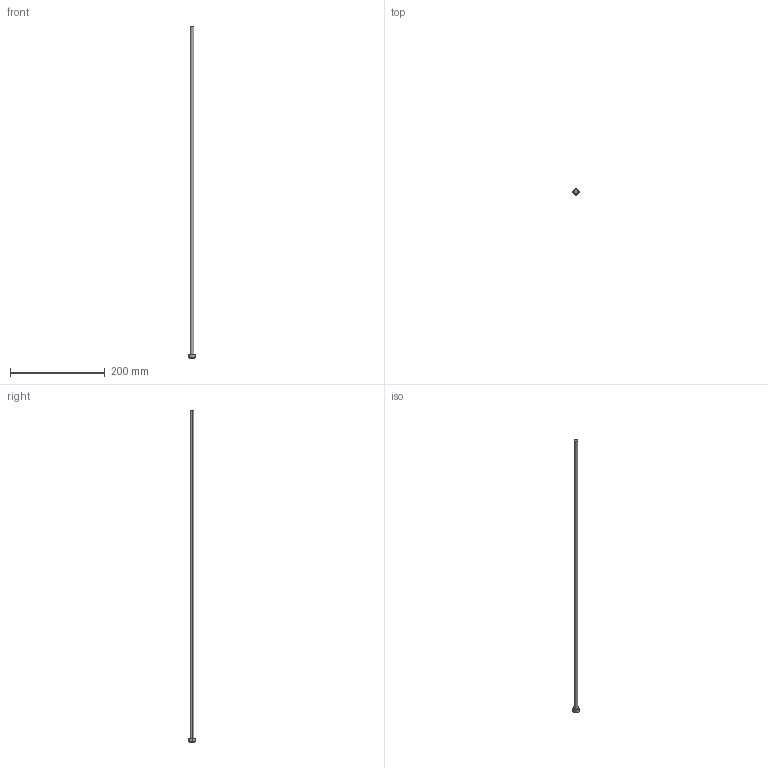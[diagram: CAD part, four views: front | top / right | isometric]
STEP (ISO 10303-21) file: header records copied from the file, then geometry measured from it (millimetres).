
FILE_DESCRIPTION (( 'STEP AP214' ), '1' );
FILE_NAME ('61EP-D13-d8-L700.step', '2021-10-10T03:10:21', ( 'User' ), ( 'china' ), 'SwSTEP 2.0', 'SolidWorks 2016', '' );
FILE_SCHEMA (( 'AUTOMOTIVE_DESIGN' ));
Length unit declared in the file: millimetre
Products named in the file (1): 61EP-D13-d8-L700
Bounding box: 13 x 13 x 700 mm (x, y, z)
Volume: 35841.5 mm3; surface area: 17970.3 mm2
Topology: 1 solids, 1 shells, 33 faces, 78 edges, 50 vertices
Faces by surface type: cylinder 16, plane 11, cone 4, torus 2
Entity records: 1184 total; most frequent: CARTESIAN_POINT 420, ORIENTED_EDGE 156, DIRECTION 142, EDGE_CURVE 78, AXIS2_PLACEMENT_3D 54, VERTEX_POINT 50, EDGE_LOOP 36, VECTOR 34
